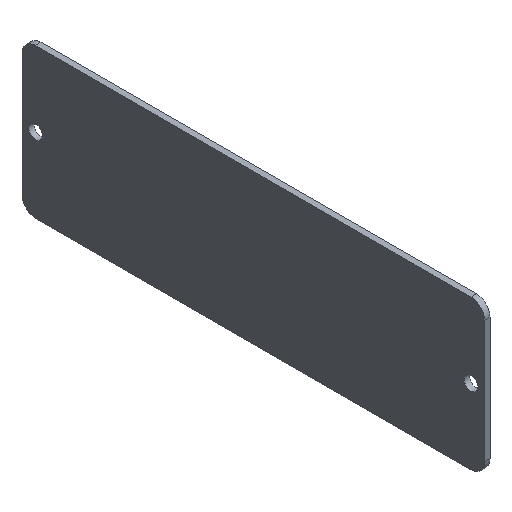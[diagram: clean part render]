
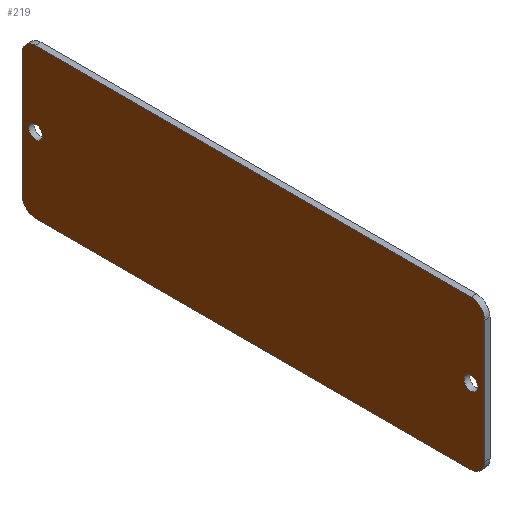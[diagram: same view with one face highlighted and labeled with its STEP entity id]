
A CAD part, isometric view. The second image highlights one B-rep face of the part: STEP entity #219.
In plain terms, the highlighted planar face has unit normal (-1, 0, 0).
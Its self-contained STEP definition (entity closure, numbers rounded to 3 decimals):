
#15=FACE_BOUND('',#40,.T.);
#16=FACE_BOUND('',#41,.T.);
#20=PLANE('',#247);
#27=FACE_OUTER_BOUND('',#39,.T.);
#39=EDGE_LOOP('',(#159,#160,#161,#162,#163,#164,#165,#166));
#40=EDGE_LOOP('',(#167));
#41=EDGE_LOOP('',(#168));
#55=LINE('',#347,#73);
#58=LINE('',#353,#76);
#59=LINE('',#357,#77);
#60=LINE('',#361,#78);
#73=VECTOR('',#279,10.);
#76=VECTOR('',#284,10.);
#77=VECTOR('',#287,10.);
#78=VECTOR('',#290,10.);
#90=CIRCLE('',#245,5.);
#91=CIRCLE('',#248,5.);
#92=CIRCLE('',#249,5.);
#93=CIRCLE('',#250,5.);
#94=CIRCLE('',#251,2.5);
#95=CIRCLE('',#252,2.5);
#103=VERTEX_POINT('',#340);
#104=VERTEX_POINT('',#342);
#105=VERTEX_POINT('',#346);
#107=VERTEX_POINT('',#352);
#108=VERTEX_POINT('',#354);
#109=VERTEX_POINT('',#356);
#110=VERTEX_POINT('',#358);
#111=VERTEX_POINT('',#360);
#112=VERTEX_POINT('',#363);
#113=VERTEX_POINT('',#365);
#123=EDGE_CURVE('',#103,#104,#90,.T.);
#125=EDGE_CURVE('',#104,#105,#55,.T.);
#128=EDGE_CURVE('',#107,#103,#58,.T.);
#129=EDGE_CURVE('',#108,#107,#91,.T.);
#130=EDGE_CURVE('',#109,#108,#59,.T.);
#131=EDGE_CURVE('',#110,#109,#92,.T.);
#132=EDGE_CURVE('',#111,#110,#60,.T.);
#133=EDGE_CURVE('',#105,#111,#93,.T.);
#134=EDGE_CURVE('',#112,#112,#94,.T.);
#135=EDGE_CURVE('',#113,#113,#95,.T.);
#159=ORIENTED_EDGE('',*,*,#123,.F.);
#160=ORIENTED_EDGE('',*,*,#128,.F.);
#161=ORIENTED_EDGE('',*,*,#129,.F.);
#162=ORIENTED_EDGE('',*,*,#130,.F.);
#163=ORIENTED_EDGE('',*,*,#131,.F.);
#164=ORIENTED_EDGE('',*,*,#132,.F.);
#165=ORIENTED_EDGE('',*,*,#133,.F.);
#166=ORIENTED_EDGE('',*,*,#125,.F.);
#167=ORIENTED_EDGE('',*,*,#134,.F.);
#168=ORIENTED_EDGE('',*,*,#135,.F.);
#219=ADVANCED_FACE('',(#27,#15,#16),#20,.F.);
#245=AXIS2_PLACEMENT_3D('',#343,#274,#275);
#247=AXIS2_PLACEMENT_3D('',#351,#282,#283);
#248=AXIS2_PLACEMENT_3D('',#355,#285,#286);
#249=AXIS2_PLACEMENT_3D('',#359,#288,#289);
#250=AXIS2_PLACEMENT_3D('',#362,#291,#292);
#251=AXIS2_PLACEMENT_3D('',#364,#293,#294);
#252=AXIS2_PLACEMENT_3D('',#366,#295,#296);
#274=DIRECTION('center_axis',(1.,0.,0.));
#275=DIRECTION('ref_axis',(0.,0.707,-0.707));
#279=DIRECTION('',(0.,0.,1.));
#282=DIRECTION('center_axis',(1.,0.,0.));
#283=DIRECTION('ref_axis',(0.,1.,0.));
#284=DIRECTION('',(0.,1.,0.));
#285=DIRECTION('center_axis',(1.,0.,0.));
#286=DIRECTION('ref_axis',(0.,-0.707,-0.707));
#287=DIRECTION('',(0.,0.,-1.));
#288=DIRECTION('center_axis',(1.,0.,0.));
#289=DIRECTION('ref_axis',(0.,-0.707,0.707));
#290=DIRECTION('',(0.,-1.,0.));
#291=DIRECTION('center_axis',(1.,0.,0.));
#292=DIRECTION('ref_axis',(0.,0.707,0.707));
#293=DIRECTION('center_axis',(-1.,0.,0.));
#294=DIRECTION('ref_axis',(0.,1.,0.));
#295=DIRECTION('center_axis',(-1.,0.,0.));
#296=DIRECTION('ref_axis',(0.,1.,0.));
#340=CARTESIAN_POINT('',(0.,80.,-27.5));
#342=CARTESIAN_POINT('',(0.,85.,-22.5));
#343=CARTESIAN_POINT('Origin',(0.,80.,-22.5));
#346=CARTESIAN_POINT('',(0.,85.,22.5));
#347=CARTESIAN_POINT('',(0.,85.,-27.5));
#351=CARTESIAN_POINT('Origin',(0.,0.,0.));
#352=CARTESIAN_POINT('',(0.,-80.,-27.5));
#353=CARTESIAN_POINT('',(0.,-85.,-27.5));
#354=CARTESIAN_POINT('',(0.,-85.,-22.5));
#355=CARTESIAN_POINT('Origin',(0.,-80.,-22.5));
#356=CARTESIAN_POINT('',(0.,-85.,22.5));
#357=CARTESIAN_POINT('',(0.,-85.,27.5));
#358=CARTESIAN_POINT('',(0.,-80.,27.5));
#359=CARTESIAN_POINT('Origin',(0.,-80.,22.5));
#360=CARTESIAN_POINT('',(0.,80.,27.5));
#361=CARTESIAN_POINT('',(0.,85.,27.5));
#362=CARTESIAN_POINT('Origin',(0.,80.,22.5));
#363=CARTESIAN_POINT('',(0.,77.5,0.));
#364=CARTESIAN_POINT('Origin',(0.,80.,0.));
#365=CARTESIAN_POINT('',(0.,-82.5,0.));
#366=CARTESIAN_POINT('Origin',(0.,-80.,0.));
